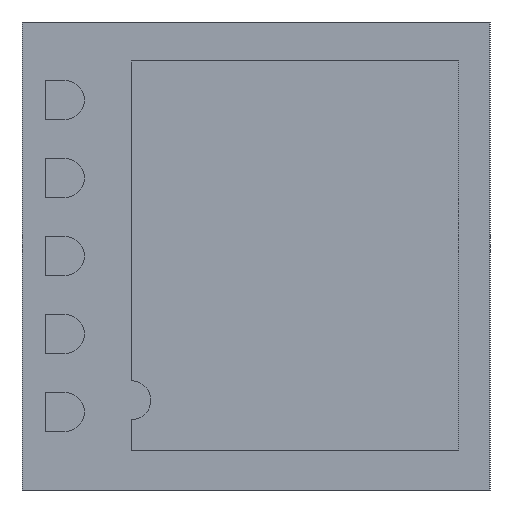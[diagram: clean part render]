
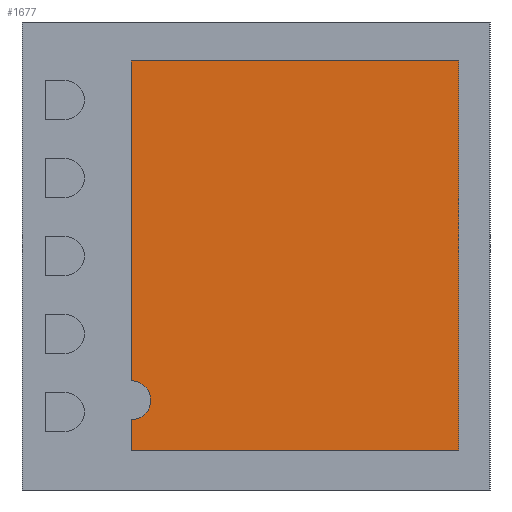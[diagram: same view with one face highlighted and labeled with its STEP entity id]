
A CAD part, front view. The second image highlights one B-rep face of the part: STEP entity #1677.
In plain terms, the highlighted planar face has unit normal (0, -1, 0).
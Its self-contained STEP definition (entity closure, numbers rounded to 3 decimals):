
#47 = EDGE_CURVE ( 'NONE', #304, #800, #416, .T. ) ;
#92 = CARTESIAN_POINT ( 'NONE',  ( -0.8, 0., 1.25 ) ) ;
#109 = DIRECTION ( 'NONE',  ( 0., 0., 1. ) ) ;
#184 = DIRECTION ( 'NONE',  ( 0., 0., 1. ) ) ;
#248 = ORIENTED_EDGE ( 'NONE', *, *, #327, .F. ) ;
#270 = CARTESIAN_POINT ( 'NONE',  ( -0.8, 0., 1.25 ) ) ;
#304 = VERTEX_POINT ( 'NONE', #315 ) ;
#315 = CARTESIAN_POINT ( 'NONE',  ( -0.8, 0., -0.8 ) ) ;
#327 = EDGE_CURVE ( 'NONE', #365, #1531, #933, .T. ) ;
#358 = CARTESIAN_POINT ( 'NONE',  ( -0.8, 0., -1.05 ) ) ;
#363 = EDGE_CURVE ( 'NONE', #1531, #304, #1527, .T. ) ;
#365 = VERTEX_POINT ( 'NONE', #874 ) ;
#416 = LINE ( 'NONE', #270, #842 ) ;
#424 = ORIENTED_EDGE ( 'NONE', *, *, #363, .F. ) ;
#456 = EDGE_CURVE ( 'NONE', #800, #1063, #850, .T. ) ;
#495 = LINE ( 'NONE', #1405, #1645 ) ;
#531 = VECTOR ( 'NONE', #109, 1000. ) ;
#535 = DIRECTION ( 'NONE',  ( -1., 0., 0. ) ) ;
#682 = CARTESIAN_POINT ( 'NONE',  ( 1.3, 0., -1.25 ) ) ;
#687 = DIRECTION ( 'NONE',  ( 0., 0., 1. ) ) ;
#714 = CARTESIAN_POINT ( 'NONE',  ( 1.3, 0., 1.25 ) ) ;
#723 = CARTESIAN_POINT ( 'NONE',  ( 1.3, 0., 1.25 ) ) ;
#742 = DIRECTION ( 'NONE',  ( 0., 0., -1. ) ) ;
#800 = VERTEX_POINT ( 'NONE', #92 ) ;
#805 = EDGE_CURVE ( 'NONE', #1063, #1445, #495, .T. ) ;
#837 = PLANE ( 'NONE',  #1295 ) ;
#842 = VECTOR ( 'NONE', #687, 1000. ) ;
#850 = LINE ( 'NONE', #723, #1291 ) ;
#857 = CARTESIAN_POINT ( 'NONE',  ( -0.8, 0., -0.925 ) ) ;
#874 = CARTESIAN_POINT ( 'NONE',  ( -0.8, 0., -1.25 ) ) ;
#933 = LINE ( 'NONE', #1703, #531 ) ;
#1023 = DIRECTION ( 'NONE',  ( 0., -1., 0. ) ) ;
#1027 = ORIENTED_EDGE ( 'NONE', *, *, #805, .F. ) ;
#1028 = ORIENTED_EDGE ( 'NONE', *, *, #1603, .F. ) ;
#1063 = VERTEX_POINT ( 'NONE', #714 ) ;
#1117 = AXIS2_PLACEMENT_3D ( 'NONE', #857, #1023, #184 ) ;
#1291 = VECTOR ( 'NONE', #1652, 1000. ) ;
#1295 = AXIS2_PLACEMENT_3D ( 'NONE', #1640, #1635, #1486 ) ;
#1322 = VECTOR ( 'NONE', #535, 1000. ) ;
#1334 = CARTESIAN_POINT ( 'NONE',  ( 1.3, 0., -1.25 ) ) ;
#1382 = ORIENTED_EDGE ( 'NONE', *, *, #47, .F. ) ;
#1405 = CARTESIAN_POINT ( 'NONE',  ( 1.3, 0., 1.25 ) ) ;
#1436 = EDGE_LOOP ( 'NONE', ( #248, #1028, #1027, #1442, #1382, #424 ) ) ;
#1438 = FACE_OUTER_BOUND ( 'NONE', #1436, .T. ) ;
#1442 = ORIENTED_EDGE ( 'NONE', *, *, #456, .F. ) ;
#1445 = VERTEX_POINT ( 'NONE', #682 ) ;
#1486 = DIRECTION ( 'NONE',  ( 0., 0., 1. ) ) ;
#1527 = CIRCLE ( 'NONE', #1117, 0.125 ) ;
#1531 = VERTEX_POINT ( 'NONE', #358 ) ;
#1603 = EDGE_CURVE ( 'NONE', #1445, #365, #1716, .T. ) ;
#1635 = DIRECTION ( 'NONE',  ( 0., 1., 0. ) ) ;
#1640 = CARTESIAN_POINT ( 'NONE',  ( -0.8, 0., -0.925 ) ) ;
#1645 = VECTOR ( 'NONE', #742, 1000. ) ;
#1652 = DIRECTION ( 'NONE',  ( 1., 0., 0. ) ) ;
#1677 = ADVANCED_FACE ( 'NONE', ( #1438 ), #837, .F. ) ;
#1703 = CARTESIAN_POINT ( 'NONE',  ( -0.8, 0., -1.05 ) ) ;
#1716 = LINE ( 'NONE', #1334, #1322 ) ;
